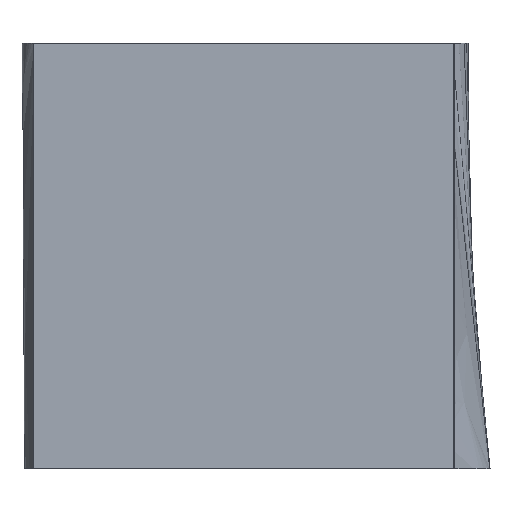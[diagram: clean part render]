
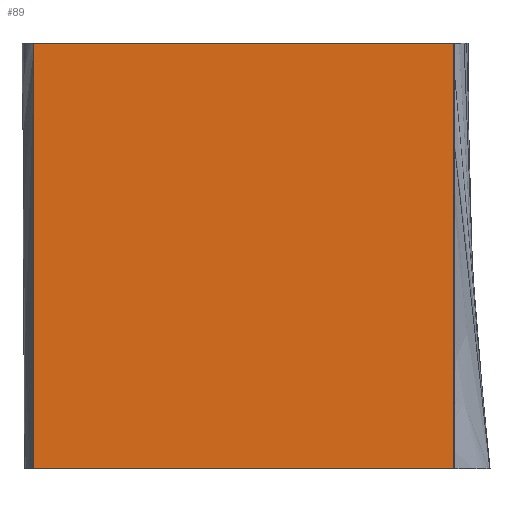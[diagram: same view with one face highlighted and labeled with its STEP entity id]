
A CAD part, left-side view. The second image highlights one B-rep face of the part: STEP entity #89.
In plain terms, the highlighted planar face has unit normal (-1, 0, 0).
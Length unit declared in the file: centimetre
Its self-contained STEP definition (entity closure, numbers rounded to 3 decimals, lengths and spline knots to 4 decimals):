
#89=ADVANCED_FACE($,(#151),#784,.T.);
#151=FACE_OUTER_BOUND($,#213,.T.);
#213=EDGE_LOOP($,(#477,#478,#479,#480));
#477=ORIENTED_EDGE($,*,*,#619,.F.);
#478=ORIENTED_EDGE($,*,*,#623,.F.);
#479=ORIENTED_EDGE($,*,*,#629,.F.);
#480=ORIENTED_EDGE($,*,*,#627,.F.);
#619=EDGE_CURVE($,#717,#718,#956,.T.);
#623=EDGE_CURVE($,#721,#717,#960,.T.);
#627=EDGE_CURVE($,#718,#723,#964,.T.);
#629=EDGE_CURVE($,#723,#721,#966,.T.);
#717=VERTEX_POINT($,#3128);
#718=VERTEX_POINT($,#3129);
#721=VERTEX_POINT($,#3132);
#723=VERTEX_POINT($,#3134);
#784=PLANE($,#1066);
#956=B_SPLINE_CURVE_WITH_KNOTS($,1,(#3099,#3100),.UNSPECIFIED.,.F.,.F.,(2,
2),(0.,306.),.UNSPECIFIED.);
#960=B_SPLINE_CURVE_WITH_KNOTS($,1,(#3107,#3108),.UNSPECIFIED.,.F.,.F.,(2,
2),(0.,310.),.UNSPECIFIED.);
#964=B_SPLINE_CURVE_WITH_KNOTS($,1,(#3115,#3116),.UNSPECIFIED.,.F.,.F.,(2,
2),(0.,310.),.UNSPECIFIED.);
#966=B_SPLINE_CURVE_WITH_KNOTS($,1,(#3119,#3120),.UNSPECIFIED.,.F.,.F.,(2,
2),(0.,306.),.UNSPECIFIED.);
#1066=AXIS2_PLACEMENT_3D($,#3125,#1084,$);
#1084=DIRECTION($,(-1.,0.,0.));
#3099=CARTESIAN_POINT($,(0.,-153.,-155.));
#3100=CARTESIAN_POINT($,(0.,153.,-155.));
#3107=CARTESIAN_POINT($,(0.,-153.,155.));
#3108=CARTESIAN_POINT($,(0.,-153.,-155.));
#3115=CARTESIAN_POINT($,(0.,153.,-155.));
#3116=CARTESIAN_POINT($,(0.,153.,155.));
#3119=CARTESIAN_POINT($,(0.,153.,155.));
#3120=CARTESIAN_POINT($,(0.,-153.,155.));
#3125=CARTESIAN_POINT($,(0.,-153.,-155.));
#3128=CARTESIAN_POINT($,(0.,-153.,-155.));
#3129=CARTESIAN_POINT($,(0.,153.,-155.));
#3132=CARTESIAN_POINT($,(0.,-153.,155.));
#3134=CARTESIAN_POINT($,(0.,153.,155.));
